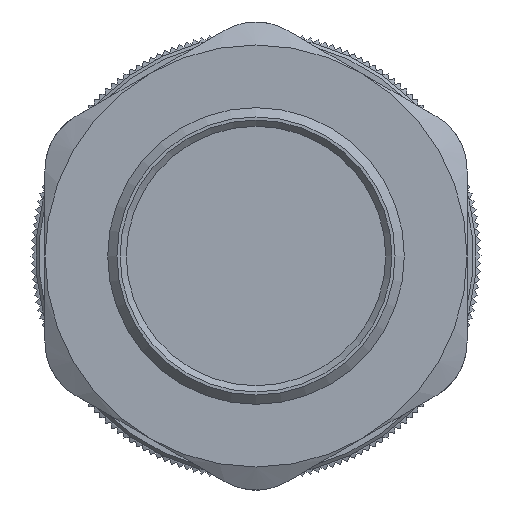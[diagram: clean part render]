
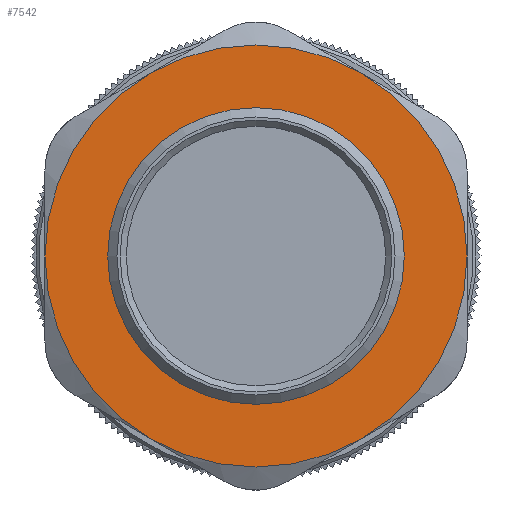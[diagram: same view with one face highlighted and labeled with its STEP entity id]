
A CAD part, front view. The second image highlights one B-rep face of the part: STEP entity #7542.
In plain terms, the highlighted planar face has unit normal (0, -1, 0).
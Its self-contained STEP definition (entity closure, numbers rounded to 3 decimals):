
#773=FACE_BOUND('',#2422,.T.);
#2014=FACE_OUTER_BOUND('',#2421,.T.);
#2421=EDGE_LOOP('',(#4931,#4932,#4933,#4934,#4935,#4936));
#2422=EDGE_LOOP('',(#4937));
#2809=CIRCLE('',#7962,34.);
#2810=CIRCLE('',#7966,34.);
#2811=CIRCLE('',#7970,34.);
#2812=CIRCLE('',#7974,34.);
#2813=CIRCLE('',#7978,34.);
#2820=CIRCLE('',#7994,34.);
#2821=CIRCLE('',#7996,22.422);
#2848=VERTEX_POINT('',#9722);
#2852=VERTEX_POINT('',#9740);
#2858=VERTEX_POINT('',#9792);
#2864=VERTEX_POINT('',#9844);
#2870=VERTEX_POINT('',#9896);
#2876=VERTEX_POINT('',#9948);
#2880=VERTEX_POINT('',#10011);
#3638=EDGE_CURVE('',#2852,#2848,#2809,.T.);
#3647=EDGE_CURVE('',#2858,#2852,#2810,.T.);
#3656=EDGE_CURVE('',#2864,#2858,#2811,.T.);
#3665=EDGE_CURVE('',#2870,#2864,#2812,.T.);
#3674=EDGE_CURVE('',#2876,#2870,#2813,.T.);
#3687=EDGE_CURVE('',#2848,#2876,#2820,.T.);
#3688=EDGE_CURVE('',#2880,#2880,#2821,.T.);
#4931=ORIENTED_EDGE('',*,*,#3647,.F.);
#4932=ORIENTED_EDGE('',*,*,#3656,.F.);
#4933=ORIENTED_EDGE('',*,*,#3665,.F.);
#4934=ORIENTED_EDGE('',*,*,#3674,.F.);
#4935=ORIENTED_EDGE('',*,*,#3687,.F.);
#4936=ORIENTED_EDGE('',*,*,#3638,.F.);
#4937=ORIENTED_EDGE('',*,*,#3688,.T.);
#7143=PLANE('',#7997);
#7542=ADVANCED_FACE('',(#2014,#773),#7143,.T.);
#7962=AXIS2_PLACEMENT_3D('',#9744,#8440,#8441);
#7966=AXIS2_PLACEMENT_3D('',#9796,#8450,#8451);
#7970=AXIS2_PLACEMENT_3D('',#9848,#8460,#8461);
#7974=AXIS2_PLACEMENT_3D('',#9900,#8470,#8471);
#7978=AXIS2_PLACEMENT_3D('',#9952,#8480,#8481);
#7994=AXIS2_PLACEMENT_3D('',#10009,#8513,#8514);
#7996=AXIS2_PLACEMENT_3D('',#10012,#8517,#8518);
#7997=AXIS2_PLACEMENT_3D('',#10014,#8520,#8521);
#8440=DIRECTION('center_axis',(0.,1.,0.));
#8441=DIRECTION('ref_axis',(1.,0.,0.));
#8450=DIRECTION('center_axis',(0.,1.,0.));
#8451=DIRECTION('ref_axis',(1.,0.,0.));
#8460=DIRECTION('center_axis',(0.,1.,0.));
#8461=DIRECTION('ref_axis',(1.,0.,0.));
#8470=DIRECTION('center_axis',(0.,1.,0.));
#8471=DIRECTION('ref_axis',(1.,0.,0.));
#8480=DIRECTION('center_axis',(0.,1.,0.));
#8481=DIRECTION('ref_axis',(1.,0.,0.));
#8513=DIRECTION('center_axis',(0.,1.,0.));
#8514=DIRECTION('ref_axis',(1.,0.,0.));
#8517=DIRECTION('center_axis',(0.,1.,0.));
#8518=DIRECTION('ref_axis',(1.,0.,0.));
#8520=DIRECTION('center_axis',(0.,-1.,0.));
#8521=DIRECTION('ref_axis',(0.,0.,-1.));
#9722=CARTESIAN_POINT('',(7.978,-31.925,75.435));
#9740=CARTESIAN_POINT('',(-26.022,-31.925,75.435));
#9744=CARTESIAN_POINT('Origin',(-9.022,-31.925,45.99));
#9792=CARTESIAN_POINT('',(-43.022,-31.925,45.99));
#9796=CARTESIAN_POINT('Origin',(-9.022,-31.925,45.99));
#9844=CARTESIAN_POINT('',(-26.022,-31.925,16.545));
#9848=CARTESIAN_POINT('Origin',(-9.022,-31.925,45.99));
#9896=CARTESIAN_POINT('',(7.978,-31.925,16.545));
#9900=CARTESIAN_POINT('Origin',(-9.022,-31.925,45.99));
#9948=CARTESIAN_POINT('',(24.978,-31.925,45.99));
#9952=CARTESIAN_POINT('Origin',(-9.022,-31.925,45.99));
#10009=CARTESIAN_POINT('Origin',(-9.022,-31.925,45.99));
#10011=CARTESIAN_POINT('',(13.399,-31.925,45.99));
#10012=CARTESIAN_POINT('Origin',(-9.022,-31.925,45.99));
#10014=CARTESIAN_POINT('Origin',(-43.022,-31.925,45.99));
